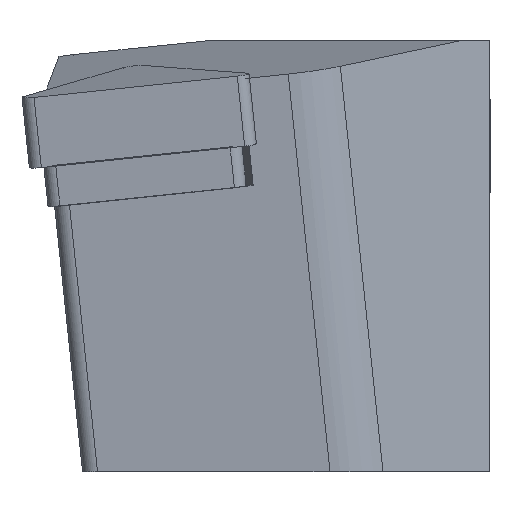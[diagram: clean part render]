
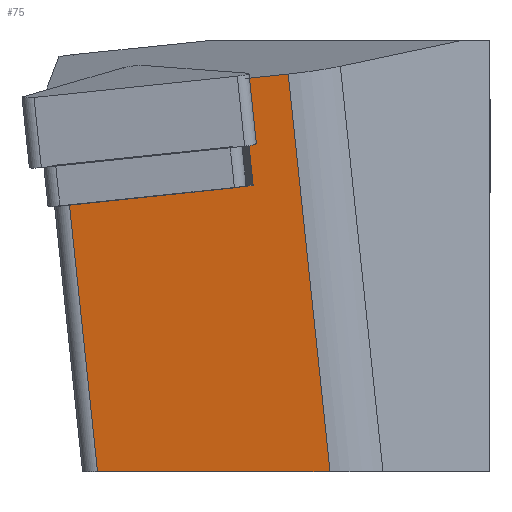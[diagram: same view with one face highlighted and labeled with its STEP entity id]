
A CAD part, left-side view. The second image highlights one B-rep face of the part: STEP entity #75.
In plain terms, the highlighted planar face has unit normal (-0.995, -0.011, -0.104).
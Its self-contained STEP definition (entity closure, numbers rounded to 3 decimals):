
#75=ADVANCED_FACE('',(#137),#110,.F.);
#110=PLANE('',#680);
#137=FACE_OUTER_BOUND('',#172,.T.);
#172=EDGE_LOOP('',(#238,#239,#240,#241,#242,#243,#244));
#238=ORIENTED_EDGE('',*,*,#466,.T.);
#239=ORIENTED_EDGE('',*,*,#467,.F.);
#240=ORIENTED_EDGE('',*,*,#468,.F.);
#241=ORIENTED_EDGE('',*,*,#469,.T.);
#242=ORIENTED_EDGE('',*,*,#453,.F.);
#243=ORIENTED_EDGE('',*,*,#446,.F.);
#244=ORIENTED_EDGE('',*,*,#451,.T.);
#388=VERTEX_POINT('',#921);
#389=VERTEX_POINT('',#923);
#391=VERTEX_POINT('',#930);
#392=VERTEX_POINT('',#936);
#403=VERTEX_POINT('',#962);
#404=VERTEX_POINT('',#964);
#405=VERTEX_POINT('',#966);
#446=EDGE_CURVE('',#388,#389,#535,.T.);
#451=EDGE_CURVE('',#388,#391,#539,.T.);
#453=EDGE_CURVE('',#389,#392,#540,.T.);
#466=EDGE_CURVE('',#391,#403,#552,.T.);
#467=EDGE_CURVE('',#404,#403,#553,.T.);
#468=EDGE_CURVE('',#405,#404,#554,.T.);
#469=EDGE_CURVE('',#405,#392,#555,.T.);
#535=LINE('',#922,#607);
#539=LINE('',#931,#611);
#540=LINE('',#935,#612);
#552=LINE('',#961,#624);
#553=LINE('',#963,#625);
#554=LINE('',#965,#626);
#555=LINE('',#967,#627);
#607=VECTOR('',#736,1.);
#611=VECTOR('',#744,1.);
#612=VECTOR('',#751,1.);
#624=VECTOR('',#769,1.);
#625=VECTOR('',#770,1.);
#626=VECTOR('',#771,1.);
#627=VECTOR('',#772,1.);
#680=AXIS2_PLACEMENT_3D('',#968,#773,#774);
#736=DIRECTION('',(-0.105,0.104,0.989));
#744=DIRECTION('',(0.,0.995,-0.105));
#751=DIRECTION('',(0.,-0.995,0.105));
#769=DIRECTION('',(0.,0.995,-0.105));
#770=DIRECTION('',(-0.105,0.104,0.989));
#771=DIRECTION('',(-0.011,1.,0.));
#772=DIRECTION('',(-0.105,0.104,0.989));
#773=DIRECTION('',(0.995,0.011,0.104));
#774=DIRECTION('',(0.104,0.,-0.995));
#921=CARTESIAN_POINT('',(1.546,15.901,-5.768));
#922=CARTESIAN_POINT('',(5.985,11.487,-47.764));
#923=CARTESIAN_POINT('',(0.79,16.654,1.393));
#930=CARTESIAN_POINT('',(1.546,16.638,-5.845));
#931=CARTESIAN_POINT('',(1.546,28.242,-7.065));
#935=CARTESIAN_POINT('',(0.79,28.995,0.096));
#936=CARTESIAN_POINT('',(0.79,13.55,1.719));
#961=CARTESIAN_POINT('',(1.546,28.242,-7.065));
#962=CARTESIAN_POINT('',(1.546,28.242,-7.065));
#963=CARTESIAN_POINT('',(5.985,23.828,-49.061));
#964=CARTESIAN_POINT('',(3.442,26.357,-25.));
#965=CARTESIAN_POINT('',(3.47,23.801,-25.));
#966=CARTESIAN_POINT('',(3.613,10.741,-25.));
#967=CARTESIAN_POINT('',(5.985,8.383,-47.438));
#968=CARTESIAN_POINT('',(5.985,23.828,-49.061));
